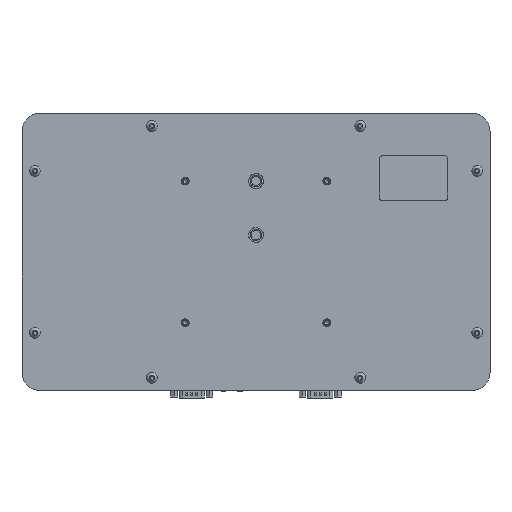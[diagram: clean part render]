
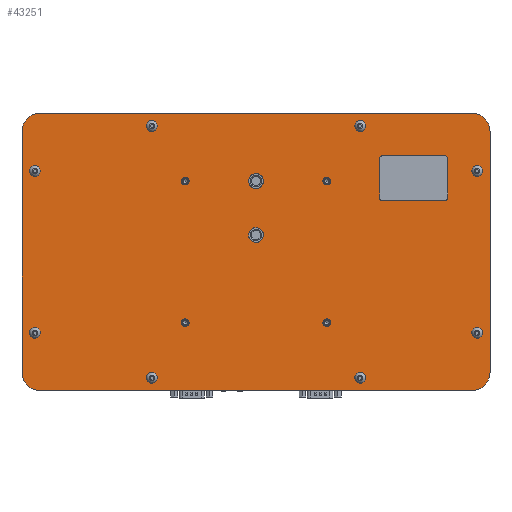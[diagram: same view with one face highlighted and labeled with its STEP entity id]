
A CAD part, top view. The second image highlights one B-rep face of the part: STEP entity #43251.
In plain terms, the highlighted planar face has unit normal (0, 0, 1).
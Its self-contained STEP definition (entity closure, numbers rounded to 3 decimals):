
#942=FACE_BOUND('',#5338,.T.);
#943=FACE_BOUND('',#5339,.T.);
#944=FACE_BOUND('',#5340,.T.);
#945=FACE_BOUND('',#5341,.T.);
#946=FACE_BOUND('',#5342,.T.);
#947=FACE_BOUND('',#5343,.T.);
#948=FACE_BOUND('',#5344,.T.);
#949=FACE_BOUND('',#5345,.T.);
#950=FACE_BOUND('',#5346,.T.);
#951=FACE_BOUND('',#5347,.T.);
#952=FACE_BOUND('',#5348,.T.);
#953=FACE_BOUND('',#5349,.T.);
#954=FACE_BOUND('',#5350,.T.);
#955=FACE_BOUND('',#5351,.T.);
#1327=PLANE('',#45867);
#2865=FACE_OUTER_BOUND('',#5337,.T.);
#5337=EDGE_LOOP('',(#28484,#28485,#28486,#28487,#28488,#28489,#28490,#28491));
#5338=EDGE_LOOP('',(#28492));
#5339=EDGE_LOOP('',(#28493));
#5340=EDGE_LOOP('',(#28494));
#5341=EDGE_LOOP('',(#28495));
#5342=EDGE_LOOP('',(#28496));
#5343=EDGE_LOOP('',(#28497));
#5344=EDGE_LOOP('',(#28498));
#5345=EDGE_LOOP('',(#28499));
#5346=EDGE_LOOP('',(#28500));
#5347=EDGE_LOOP('',(#28501));
#5348=EDGE_LOOP('',(#28502));
#5349=EDGE_LOOP('',(#28503));
#5350=EDGE_LOOP('',(#28504));
#5351=EDGE_LOOP('',(#28505));
#8172=LINE('',#63142,#12492);
#8176=LINE('',#63154,#12496);
#8180=LINE('',#63166,#12500);
#8183=LINE('',#63175,#12503);
#12492=VECTOR('',#49904,1000.);
#12496=VECTOR('',#49916,1000.);
#12500=VECTOR('',#49928,1000.);
#12503=VECTOR('',#49939,1000.);
#16723=CIRCLE('',#45811,2.705);
#16725=CIRCLE('',#45814,2.705);
#16727=CIRCLE('',#45817,2.705);
#16729=CIRCLE('',#45820,2.705);
#16731=CIRCLE('',#45823,5.245);
#16733=CIRCLE('',#45826,5.245);
#16735=CIRCLE('',#45829,2.667);
#16737=CIRCLE('',#45832,2.667);
#16739=CIRCLE('',#45835,2.667);
#16741=CIRCLE('',#45838,2.667);
#16743=CIRCLE('',#45841,2.667);
#16745=CIRCLE('',#45844,2.667);
#16747=CIRCLE('',#45847,2.667);
#16749=CIRCLE('',#45850,2.667);
#16751=CIRCLE('',#45853,12.954);
#16753=CIRCLE('',#45857,12.954);
#16755=CIRCLE('',#45861,12.954);
#16757=CIRCLE('',#45865,12.954);
#18068=VERTEX_POINT('',#63047);
#18070=VERTEX_POINT('',#63053);
#18072=VERTEX_POINT('',#63059);
#18074=VERTEX_POINT('',#63065);
#18076=VERTEX_POINT('',#63071);
#18078=VERTEX_POINT('',#63077);
#18080=VERTEX_POINT('',#63083);
#18082=VERTEX_POINT('',#63089);
#18084=VERTEX_POINT('',#63095);
#18086=VERTEX_POINT('',#63101);
#18088=VERTEX_POINT('',#63107);
#18090=VERTEX_POINT('',#63113);
#18092=VERTEX_POINT('',#63119);
#18094=VERTEX_POINT('',#63125);
#18097=VERTEX_POINT('',#63132);
#18098=VERTEX_POINT('',#63134);
#18100=VERTEX_POINT('',#63140);
#18102=VERTEX_POINT('',#63146);
#18104=VERTEX_POINT('',#63152);
#18106=VERTEX_POINT('',#63158);
#18108=VERTEX_POINT('',#63164);
#18110=VERTEX_POINT('',#63170);
#22073=EDGE_CURVE('',#18068,#18068,#16723,.T.);
#22076=EDGE_CURVE('',#18070,#18070,#16725,.T.);
#22079=EDGE_CURVE('',#18072,#18072,#16727,.T.);
#22082=EDGE_CURVE('',#18074,#18074,#16729,.T.);
#22085=EDGE_CURVE('',#18076,#18076,#16731,.T.);
#22088=EDGE_CURVE('',#18078,#18078,#16733,.T.);
#22091=EDGE_CURVE('',#18080,#18080,#16735,.T.);
#22094=EDGE_CURVE('',#18082,#18082,#16737,.T.);
#22097=EDGE_CURVE('',#18084,#18084,#16739,.T.);
#22100=EDGE_CURVE('',#18086,#18086,#16741,.T.);
#22103=EDGE_CURVE('',#18088,#18088,#16743,.T.);
#22106=EDGE_CURVE('',#18090,#18090,#16745,.T.);
#22109=EDGE_CURVE('',#18092,#18092,#16747,.T.);
#22112=EDGE_CURVE('',#18094,#18094,#16749,.T.);
#22115=EDGE_CURVE('',#18098,#18097,#16751,.T.);
#22119=EDGE_CURVE('',#18097,#18100,#8172,.T.);
#22122=EDGE_CURVE('',#18100,#18102,#16753,.T.);
#22125=EDGE_CURVE('',#18102,#18104,#8176,.T.);
#22128=EDGE_CURVE('',#18104,#18106,#16755,.T.);
#22131=EDGE_CURVE('',#18106,#18108,#8180,.T.);
#22134=EDGE_CURVE('',#18108,#18110,#16757,.T.);
#22136=EDGE_CURVE('',#18110,#18098,#8183,.T.);
#28484=ORIENTED_EDGE('',*,*,#22115,.T.);
#28485=ORIENTED_EDGE('',*,*,#22119,.T.);
#28486=ORIENTED_EDGE('',*,*,#22122,.T.);
#28487=ORIENTED_EDGE('',*,*,#22125,.T.);
#28488=ORIENTED_EDGE('',*,*,#22128,.T.);
#28489=ORIENTED_EDGE('',*,*,#22131,.T.);
#28490=ORIENTED_EDGE('',*,*,#22134,.T.);
#28491=ORIENTED_EDGE('',*,*,#22136,.T.);
#28492=ORIENTED_EDGE('',*,*,#22073,.F.);
#28493=ORIENTED_EDGE('',*,*,#22076,.F.);
#28494=ORIENTED_EDGE('',*,*,#22079,.F.);
#28495=ORIENTED_EDGE('',*,*,#22082,.F.);
#28496=ORIENTED_EDGE('',*,*,#22085,.F.);
#28497=ORIENTED_EDGE('',*,*,#22088,.F.);
#28498=ORIENTED_EDGE('',*,*,#22091,.F.);
#28499=ORIENTED_EDGE('',*,*,#22094,.F.);
#28500=ORIENTED_EDGE('',*,*,#22097,.F.);
#28501=ORIENTED_EDGE('',*,*,#22100,.F.);
#28502=ORIENTED_EDGE('',*,*,#22103,.F.);
#28503=ORIENTED_EDGE('',*,*,#22106,.F.);
#28504=ORIENTED_EDGE('',*,*,#22109,.F.);
#28505=ORIENTED_EDGE('',*,*,#22112,.F.);
#43251=ADVANCED_FACE('',(#2865,#942,#943,#944,#945,#946,#947,#948,#949,
#950,#951,#952,#953,#954,#955),#1327,.T.);
#45811=AXIS2_PLACEMENT_3D('',#63049,#49799,#49800);
#45814=AXIS2_PLACEMENT_3D('',#63055,#49806,#49807);
#45817=AXIS2_PLACEMENT_3D('',#63061,#49813,#49814);
#45820=AXIS2_PLACEMENT_3D('',#63067,#49820,#49821);
#45823=AXIS2_PLACEMENT_3D('',#63073,#49827,#49828);
#45826=AXIS2_PLACEMENT_3D('',#63079,#49834,#49835);
#45829=AXIS2_PLACEMENT_3D('',#63085,#49841,#49842);
#45832=AXIS2_PLACEMENT_3D('',#63091,#49848,#49849);
#45835=AXIS2_PLACEMENT_3D('',#63097,#49855,#49856);
#45838=AXIS2_PLACEMENT_3D('',#63103,#49862,#49863);
#45841=AXIS2_PLACEMENT_3D('',#63109,#49869,#49870);
#45844=AXIS2_PLACEMENT_3D('',#63115,#49876,#49877);
#45847=AXIS2_PLACEMENT_3D('',#63121,#49883,#49884);
#45850=AXIS2_PLACEMENT_3D('',#63127,#49890,#49891);
#45853=AXIS2_PLACEMENT_3D('',#63135,#49897,#49898);
#45857=AXIS2_PLACEMENT_3D('',#63148,#49910,#49911);
#45861=AXIS2_PLACEMENT_3D('',#63160,#49922,#49923);
#45865=AXIS2_PLACEMENT_3D('',#63172,#49934,#49935);
#45867=AXIS2_PLACEMENT_3D('',#63176,#49940,#49941);
#49799=DIRECTION('center_axis',(0.,0.,1.));
#49800=DIRECTION('ref_axis',(1.,0.,0.));
#49806=DIRECTION('center_axis',(0.,0.,1.));
#49807=DIRECTION('ref_axis',(1.,0.,0.));
#49813=DIRECTION('center_axis',(0.,0.,1.));
#49814=DIRECTION('ref_axis',(1.,0.,0.));
#49820=DIRECTION('center_axis',(0.,0.,1.));
#49821=DIRECTION('ref_axis',(1.,0.,0.));
#49827=DIRECTION('center_axis',(0.,0.,1.));
#49828=DIRECTION('ref_axis',(1.,0.,0.));
#49834=DIRECTION('center_axis',(0.,0.,1.));
#49835=DIRECTION('ref_axis',(1.,0.,0.));
#49841=DIRECTION('center_axis',(0.,0.,1.));
#49842=DIRECTION('ref_axis',(1.,0.,0.));
#49848=DIRECTION('center_axis',(0.,0.,1.));
#49849=DIRECTION('ref_axis',(1.,0.,0.));
#49855=DIRECTION('center_axis',(0.,0.,1.));
#49856=DIRECTION('ref_axis',(1.,0.,0.));
#49862=DIRECTION('center_axis',(0.,0.,1.));
#49863=DIRECTION('ref_axis',(1.,0.,0.));
#49869=DIRECTION('center_axis',(0.,0.,1.));
#49870=DIRECTION('ref_axis',(1.,0.,0.));
#49876=DIRECTION('center_axis',(0.,0.,1.));
#49877=DIRECTION('ref_axis',(1.,0.,0.));
#49883=DIRECTION('center_axis',(0.,0.,1.));
#49884=DIRECTION('ref_axis',(1.,0.,0.));
#49890=DIRECTION('center_axis',(0.,0.,1.));
#49891=DIRECTION('ref_axis',(1.,0.,0.));
#49897=DIRECTION('center_axis',(0.,0.,1.));
#49898=DIRECTION('ref_axis',(1.,0.,0.));
#49904=DIRECTION('',(1.,0.,0.));
#49910=DIRECTION('center_axis',(0.,0.,1.));
#49911=DIRECTION('ref_axis',(1.,0.,0.));
#49916=DIRECTION('',(0.,1.,0.));
#49922=DIRECTION('center_axis',(0.,0.,1.));
#49923=DIRECTION('ref_axis',(1.,0.,0.));
#49928=DIRECTION('',(-1.,0.,0.));
#49934=DIRECTION('center_axis',(0.,0.,1.));
#49935=DIRECTION('ref_axis',(1.,0.,0.));
#49939=DIRECTION('',(0.,-1.,0.));
#49940=DIRECTION('center_axis',(0.,0.,1.));
#49941=DIRECTION('ref_axis',(1.,0.,0.));
#63047=CARTESIAN_POINT('',(-52.705,50.,41.275));
#63049=CARTESIAN_POINT('Origin',(-50.,50.,41.275));
#63053=CARTESIAN_POINT('',(-52.705,-50.,41.275));
#63055=CARTESIAN_POINT('Origin',(-50.,-50.,41.275));
#63059=CARTESIAN_POINT('',(47.295,-50.,41.275));
#63061=CARTESIAN_POINT('Origin',(50.,-50.,41.275));
#63065=CARTESIAN_POINT('',(47.295,50.,41.275));
#63067=CARTESIAN_POINT('Origin',(50.,50.,41.275));
#63071=CARTESIAN_POINT('',(-5.245,11.956,41.275));
#63073=CARTESIAN_POINT('Origin',(0.,11.956,41.275));
#63077=CARTESIAN_POINT('',(-5.245,50.056,41.275));
#63079=CARTESIAN_POINT('Origin',(0.,50.056,41.275));
#63083=CARTESIAN_POINT('',(-76.327,88.951,41.275));
#63085=CARTESIAN_POINT('Origin',(-73.66,88.951,41.275));
#63089=CARTESIAN_POINT('',(-76.327,-88.951,41.275));
#63091=CARTESIAN_POINT('Origin',(-73.66,-88.951,41.275));
#63095=CARTESIAN_POINT('',(70.993,-88.951,41.275));
#63097=CARTESIAN_POINT('Origin',(73.66,-88.951,41.275));
#63101=CARTESIAN_POINT('',(70.993,88.951,41.275));
#63103=CARTESIAN_POINT('Origin',(73.66,88.951,41.275));
#63107=CARTESIAN_POINT('',(-158.928,57.15,41.275));
#63109=CARTESIAN_POINT('Origin',(-156.261,57.15,41.275));
#63113=CARTESIAN_POINT('',(153.594,-57.15,41.275));
#63115=CARTESIAN_POINT('Origin',(156.261,-57.15,41.275));
#63119=CARTESIAN_POINT('',(-158.928,-57.15,41.275));
#63121=CARTESIAN_POINT('Origin',(-156.261,-57.15,41.275));
#63125=CARTESIAN_POINT('',(153.594,57.15,41.275));
#63127=CARTESIAN_POINT('Origin',(156.261,57.15,41.275));
#63132=CARTESIAN_POINT('',(-152.4,-98.044,41.275));
#63134=CARTESIAN_POINT('',(-165.354,-85.09,41.275));
#63135=CARTESIAN_POINT('Origin',(-152.4,-85.09,41.275));
#63140=CARTESIAN_POINT('',(152.4,-98.044,41.275));
#63142=CARTESIAN_POINT('',(-152.4,-98.044,41.275));
#63146=CARTESIAN_POINT('',(165.354,-85.09,41.275));
#63148=CARTESIAN_POINT('Origin',(152.4,-85.09,41.275));
#63152=CARTESIAN_POINT('',(165.354,85.09,41.275));
#63154=CARTESIAN_POINT('',(165.354,-85.09,41.275));
#63158=CARTESIAN_POINT('',(152.4,98.044,41.275));
#63160=CARTESIAN_POINT('Origin',(152.4,85.09,41.275));
#63164=CARTESIAN_POINT('',(-152.4,98.044,41.275));
#63166=CARTESIAN_POINT('',(152.4,98.044,41.275));
#63170=CARTESIAN_POINT('',(-165.354,85.09,41.275));
#63172=CARTESIAN_POINT('Origin',(-152.4,85.09,41.275));
#63175=CARTESIAN_POINT('',(-165.354,85.09,41.275));
#63176=CARTESIAN_POINT('Origin',(-152.4,-85.09,41.275));
